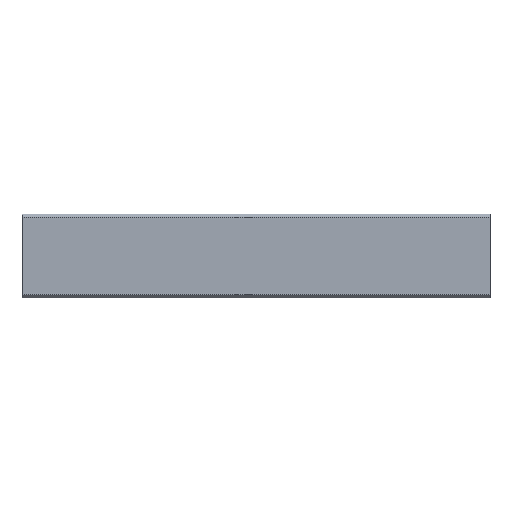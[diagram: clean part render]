
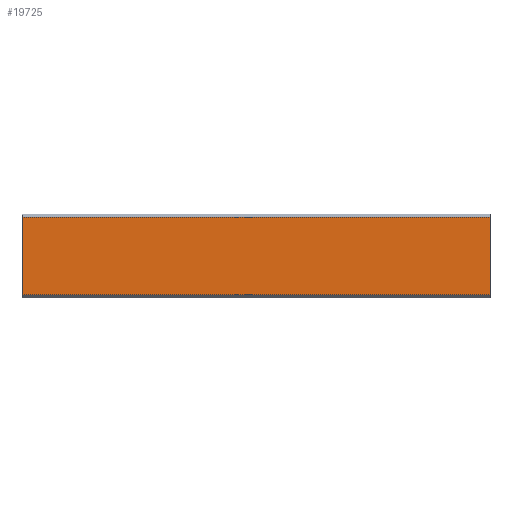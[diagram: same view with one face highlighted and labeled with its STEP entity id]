
A CAD part, front view. The second image highlights one B-rep face of the part: STEP entity #19725.
In plain terms, the highlighted planar face has unit normal (0, -1, 0).
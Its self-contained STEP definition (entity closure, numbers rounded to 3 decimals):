
#9877 = VERTEX_POINT('',#9878);
#9878 = CARTESIAN_POINT('',(301.,-722.505,12.45));
#9884 = EDGE_CURVE('',#9885,#9877,#9887,.T.);
#9885 = VERTEX_POINT('',#9886);
#9886 = CARTESIAN_POINT('',(301.,-722.5,-12.425));
#9887 = LINE('',#9888,#9889);
#9888 = CARTESIAN_POINT('',(301.,-722.5,-12.425));
#9889 = VECTOR('',#9890,1.);
#9890 = DIRECTION('',(0.,0.,1.));
#19705 = EDGE_CURVE('',#9877,#19706,#19708,.T.);
#19706 = VERTEX_POINT('',#19707);
#19707 = CARTESIAN_POINT('',(150.5,-722.505,12.45));
#19708 = LINE('',#19709,#19710);
#19709 = CARTESIAN_POINT('',(301.,-722.505,12.45));
#19710 = VECTOR('',#19711,1.);
#19711 = DIRECTION('',(-1.,0.,0.));
#19725 = ADVANCED_FACE('',(#19726),#19744,.T.);
#19726 = FACE_BOUND('',#19727,.T.);
#19727 = EDGE_LOOP('',(#19728,#19736,#19737,#19738));
#19728 = ORIENTED_EDGE('',*,*,#19729,.F.);
#19729 = EDGE_CURVE('',#9885,#19730,#19732,.T.);
#19730 = VERTEX_POINT('',#19731);
#19731 = CARTESIAN_POINT('',(150.5,-722.5,-12.425));
#19732 = LINE('',#19733,#19734);
#19733 = CARTESIAN_POINT('',(301.,-722.5,-12.425));
#19734 = VECTOR('',#19735,1.);
#19735 = DIRECTION('',(-1.,0.,0.));
#19736 = ORIENTED_EDGE('',*,*,#9884,.T.);
#19737 = ORIENTED_EDGE('',*,*,#19705,.T.);
#19738 = ORIENTED_EDGE('',*,*,#19739,.T.);
#19739 = EDGE_CURVE('',#19706,#19730,#19740,.T.);
#19740 = LINE('',#19741,#19742);
#19741 = CARTESIAN_POINT('',(150.5,-722.505,12.45));
#19742 = VECTOR('',#19743,1.);
#19743 = DIRECTION('',(0.,0.,-1.));
#19744 = PLANE('',#19745);
#19745 = AXIS2_PLACEMENT_3D('',#19746,#19747,#19748);
#19746 = CARTESIAN_POINT('',(225.75,-722.503,0.013)
  );
#19747 = DIRECTION('',(-0.,-1.,0.));
#19748 = DIRECTION('',(0.,0.,-1.));
